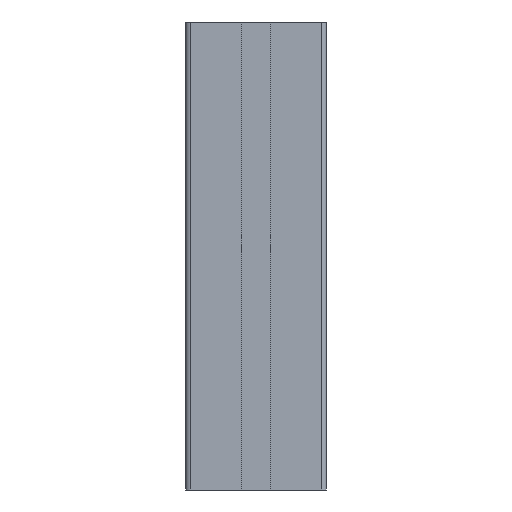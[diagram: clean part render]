
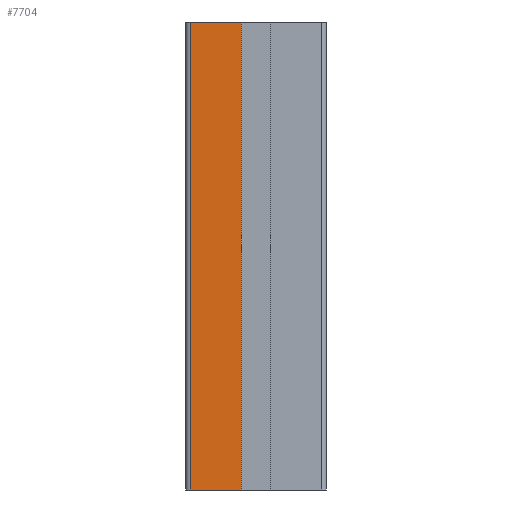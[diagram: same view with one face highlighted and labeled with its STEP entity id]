
A CAD part, front view. The second image highlights one B-rep face of the part: STEP entity #7704.
In plain terms, the highlighted planar face has unit normal (0, -1, 0).
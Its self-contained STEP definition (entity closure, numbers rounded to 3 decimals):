
#160 = CARTESIAN_POINT ( 'NONE',  ( 7707.189, 2367.637, 0. ) ) ;
#372 = AXIS2_PLACEMENT_3D ( 'NONE', #3378, #8079, #4041 ) ;
#443 = LINE ( 'NONE', #2625, #3747 ) ;
#470 = ORIENTED_EDGE ( 'NONE', *, *, #7670, .F. ) ;
#1186 = FACE_OUTER_BOUND ( 'NONE', #4943, .T. ) ;
#1282 = CARTESIAN_POINT ( 'NONE',  ( 7707.189, 2367.637, 100. ) ) ;
#1332 = VERTEX_POINT ( 'NONE', #160 ) ;
#1384 = PLANE ( 'NONE',  #372 ) ;
#2007 = LINE ( 'NONE', #7210, #5278 ) ;
#2034 = ORIENTED_EDGE ( 'NONE', *, *, #7652, .F. ) ;
#2229 = LINE ( 'NONE', #1282, #2437 ) ;
#2437 = VECTOR ( 'NONE', #5870, 1000. ) ;
#2625 = CARTESIAN_POINT ( 'NONE',  ( 7718.087, 2367.637, 100. ) ) ;
#3139 = CARTESIAN_POINT ( 'NONE',  ( 7707.189, 2367.637, 100. ) ) ;
#3221 = CARTESIAN_POINT ( 'NONE',  ( 7707.189, 2367.637, 100. ) ) ;
#3268 = DIRECTION ( 'NONE',  ( 0., 0., -1. ) ) ;
#3378 = CARTESIAN_POINT ( 'NONE',  ( 7707.189, 2367.637, 100. ) ) ;
#3747 = VECTOR ( 'NONE', #3268, 1000. ) ;
#3772 = ORIENTED_EDGE ( 'NONE', *, *, #7643, .F. ) ;
#3806 = VERTEX_POINT ( 'NONE', #3139 ) ;
#4041 = DIRECTION ( 'NONE',  ( -1., 0., 0. ) ) ;
#4447 = CARTESIAN_POINT ( 'NONE',  ( 7718.087, 2367.637, 100. ) ) ;
#4515 = CARTESIAN_POINT ( 'NONE',  ( 7718.087, 2367.637, 0. ) ) ;
#4597 = DIRECTION ( 'NONE',  ( -1., 0., 0. ) ) ;
#4639 = VERTEX_POINT ( 'NONE', #4515 ) ;
#4943 = EDGE_LOOP ( 'NONE', ( #5301, #2034, #3772, #470 ) ) ;
#5278 = VECTOR ( 'NONE', #4597, 1000. ) ;
#5301 = ORIENTED_EDGE ( 'NONE', *, *, #7656, .F. ) ;
#5543 = VERTEX_POINT ( 'NONE', #4447 ) ;
#5870 = DIRECTION ( 'NONE',  ( 1., 0., 0. ) ) ;
#5881 = LINE ( 'NONE', #3221, #7479 ) ;
#6475 = DIRECTION ( 'NONE',  ( 0., 0., 1. ) ) ;
#7210 = CARTESIAN_POINT ( 'NONE',  ( 7707.189, 2367.637, 0. ) ) ;
#7479 = VECTOR ( 'NONE', #6475, 1000. ) ;
#7643 = EDGE_CURVE ( 'NONE', #1332, #3806, #5881, .T. ) ;
#7652 = EDGE_CURVE ( 'NONE', #3806, #5543, #2229, .T. ) ;
#7656 = EDGE_CURVE ( 'NONE', #5543, #4639, #443, .T. ) ;
#7670 = EDGE_CURVE ( 'NONE', #4639, #1332, #2007, .T. ) ;
#7704 = ADVANCED_FACE ( 'NONE', ( #1186 ), #1384, .F. ) ;
#8079 = DIRECTION ( 'NONE',  ( 0., 1., 0. ) ) ;
